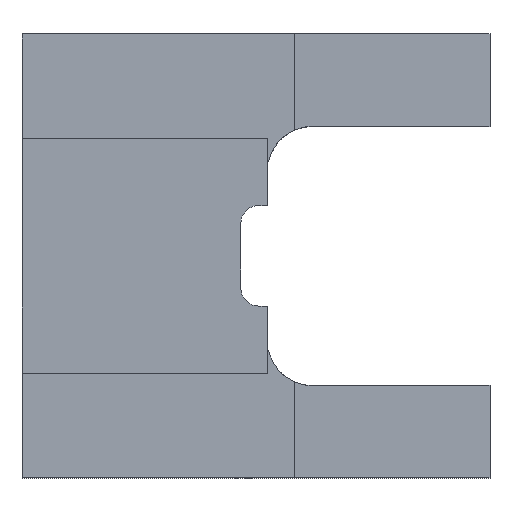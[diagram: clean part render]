
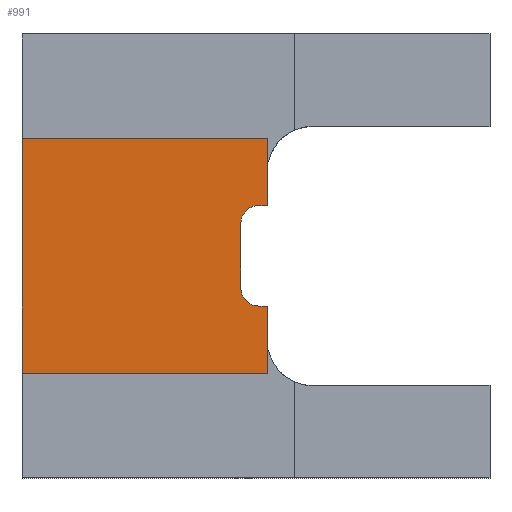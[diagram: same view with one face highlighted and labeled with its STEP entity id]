
A CAD part, top view. The second image highlights one B-rep face of the part: STEP entity #991.
In plain terms, the highlighted planar face has unit normal (0, 0, 1).
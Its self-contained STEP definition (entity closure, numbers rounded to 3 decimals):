
#692=CARTESIAN_POINT('POINT46',(108.661,
   75.984,59.055));
#693=VERTEX_POINT('VERTEX46',#692);
#700=CARTESIAN_POINT('POINT47',(108.661,
   46.26,59.055));
#701=VERTEX_POINT('VERTEX47',#700);
#702=CARTESIAN_POINT('POS86',(108.661,
   98.228,59.055));
#703=DIRECTION('DIR116',(0.,1.,0.));
#704=VECTOR('VEC56',#703,1.);
#705=LINE('STRAIGHT56',#702,#704);
#706=EDGE_CURVE('EDGE66',#701,#693,#705,.T.);
#726=CARTESIAN_POINT('POINT48',(0.,46.26,
   59.055));
#727=VERTEX_POINT('VERTEX48',#726);
#728=CARTESIAN_POINT('POS89',(60.236,46.26
   ,59.055));
#729=DIRECTION('DIR120',(1.,0.,0.));
#730=VECTOR('VEC58',#729,1.);
#731=LINE('STRAIGHT58',#728,#730);
#732=EDGE_CURVE('EDGE68',#727,#701,#731,.T.);
#754=CARTESIAN_POINT('POINT49',(0.,150.197,
   59.055));
#755=VERTEX_POINT('VERTEX49',#754);
#756=CARTESIAN_POINT('POS92',(0.,98.228,
   59.055));
#757=DIRECTION('DIR124',(0.,1.,0.));
#758=VECTOR('VEC60',#757,1.);
#759=LINE('STRAIGHT60',#756,#758);
#760=EDGE_CURVE('EDGE70',#727,#755,#759,.T.);
#776=CARTESIAN_POINT('POINT50',(108.661,
   150.197,59.055));
#777=VERTEX_POINT('VERTEX50',#776);
#778=CARTESIAN_POINT('POS95',(60.236,
   150.197,59.055));
#779=DIRECTION('DIR128',(-1.,0.,0.));
#780=VECTOR('VEC62',#779,1.);
#781=LINE('STRAIGHT62',#778,#780);
#782=EDGE_CURVE('EDGE72',#777,#755,#781,.T.);
#800=CARTESIAN_POINT('POINT51',(108.661,
   120.472,59.055));
#801=VERTEX_POINT('VERTEX51',#800);
#802=CARTESIAN_POINT('POS98',(108.661,
   98.228,59.055));
#803=DIRECTION('DIR132',(0.,1.,0.));
#804=VECTOR('VEC64',#803,1.);
#805=LINE('STRAIGHT64',#802,#804);
#806=EDGE_CURVE('EDGE74',#801,#777,#805,.T.);
#833=CARTESIAN_POINT('POINT53',(104.724,
   120.472,59.055));
#834=VERTEX_POINT('VERTEX53',#833);
#835=CARTESIAN_POINT('POS102',(108.661,
   120.472,59.055));
#836=DIRECTION('DIR137',(1.,0.,0.));
#837=VECTOR('VEC67',#836,1.);
#838=LINE('STRAIGHT67',#835,#837);
#839=EDGE_CURVE('EDGE77',#834,#801,#838,.T.);
#865=CARTESIAN_POINT('POINT55',(96.85,
   112.598,59.055));
#866=VERTEX_POINT('VERTEX55',#865);
#867=CARTESIAN_POINT('POS106',(104.724,
   112.598,59.055));
#868=DIRECTION('DIR142',(0.,0.,1.));
#869=DIRECTION('DIR143',(-0.707,0.707,
   0.));
#870=AXIS2_PLACEMENT_3D('AXIS37',#867,#868,#869);
#871=CIRCLE('ELLIPSE11',#870,7.874);
#872=EDGE_CURVE('EDGE80',#834,#866,#871,.T.);
#938=CARTESIAN_POINT('POINT59',(104.724,
   75.984,59.055));
#939=VERTEX_POINT('VERTEX59',#938);
#946=CARTESIAN_POINT('POS115',(108.661,
   75.984,59.055));
#947=DIRECTION('DIR156',(-1.,0.,0.));
#948=VECTOR('VEC74',#947,1.);
#949=LINE('STRAIGHT74',#946,#948);
#950=EDGE_CURVE('EDGE87',#693,#939,#949,.T.);
#961=ORIENTED_EDGE('COEDGE163',*,*,#839,.T.);
#962=ORIENTED_EDGE('COEDGE164',*,*,#806,.T.);
#963=ORIENTED_EDGE('COEDGE165',*,*,#782,.T.);
#964=ORIENTED_EDGE('COEDGE166',*,*,#760,.F.);
#965=ORIENTED_EDGE('COEDGE167',*,*,#732,.T.);
#966=ORIENTED_EDGE('COEDGE168',*,*,#706,.T.);
#967=ORIENTED_EDGE('COEDGE169',*,*,#950,.T.);
#968=CARTESIAN_POINT('POINT60',(96.85,
   83.858,59.055));
#969=VERTEX_POINT('VERTEX60',#968);
#970=CARTESIAN_POINT('POS117',(104.724,
   83.858,59.055));
#971=DIRECTION('DIR159',(0.,0.,1.));
#972=DIRECTION('DIR160',(-0.707,-0.707,
   0.));
#973=AXIS2_PLACEMENT_3D('AXIS43',#970,#971,#972);
#974=CIRCLE('ELLIPSE14',#973,7.874);
#975=EDGE_CURVE('EDGE88',#969,#939,#974,.T.);
#976=ORIENTED_EDGE('COEDGE170',*,*,#975,.F.);
#977=CARTESIAN_POINT('POS118',(96.85,
   98.228,59.055));
#978=DIRECTION('DIR161',(0.,1.,0.));
#979=VECTOR('VEC75',#978,1.);
#980=LINE('STRAIGHT75',#977,#979);
#981=EDGE_CURVE('EDGE89',#969,#866,#980,.T.);
#982=ORIENTED_EDGE('COEDGE171',*,*,#981,.T.);
#983=ORIENTED_EDGE('COEDGE172',*,*,#872,.F.);
#984=EDGE_LOOP('NONE',(#961,#962,#963,#964,#965,#966,#967,#976,#982,#983
   ));
#985=FACE_BOUND('LOOP1',#984,.T.);
#986=CARTESIAN_POINT('POS119',(103.543,
   98.228,59.055));
#987=DIRECTION('DIR162',(0.,0.,1.));
#988=DIRECTION('DIR163',(1.,0.,0.));
#989=AXIS2_PLACEMENT_3D('AXIS44',#986,#987,#988);
#990=PLANE('PLANE25',#989);
#991=ADVANCED_FACE('FACE30',(#985),#990,.T.);
